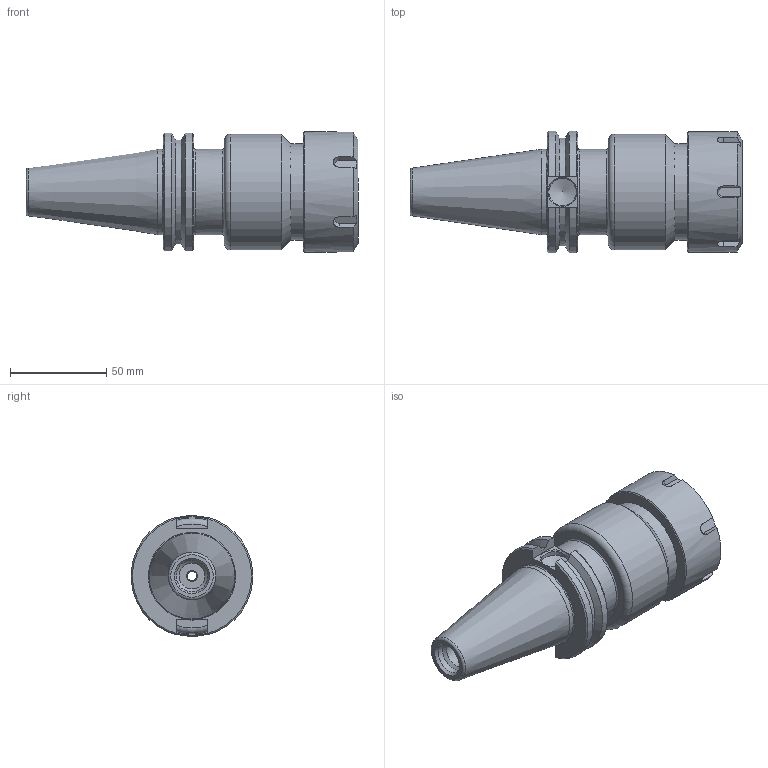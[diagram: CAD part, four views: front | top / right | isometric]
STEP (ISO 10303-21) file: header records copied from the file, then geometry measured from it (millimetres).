
FILE_DESCRIPTION((''),'2;1');
FILE_NAME('C40-40ER4.stp','2014-07-28T14:14:15',('kaykin'),(''),'Autodesk Inventor 2012','Autodesk Inventor 2012','');
FILE_SCHEMA(('AUTOMOTIVE_DESIGN { 1 0 10303 214 1 1 1 1 }'));
Length unit declared in the file: inch
Products named in the file (4): C40-40ER4; C40-40ER4-1; 40ERPN; BS-10
Assembly tree (3 placements, depth 2):
  C40-40ER4
    C40-40ER4-1
    40ERPN
    BS-10
Bounding box: 172.91 x 63.26 x 62.74 mm (x, y, z)
Volume: 227591.5 mm3; surface area: 57450.7 mm2
Topology: 3 solids, 3 shells, 118 faces, 279 edges, 172 vertices
Faces by surface type: plane 43, cone 39, cylinder 26, torus 10
Full cylindrical faces by diameter (mm): 5.588 x1, 7.112 x1, 13.386 x1, 14.3 x1, 16.459 x1, 24.892 x2, 26.848 x1, 28.397 x1, 30.988 x1, 33.477 x1, 38.1 x1, 41.148 x1, 44.45 x2, 48.666 x1, 50 x1, 50.292 x1, 60.325 x1, 62.738 x1
Entity records: 3276 total; most frequent: CARTESIAN_POINT 724, DIRECTION 508, ORIENTED_EDGE 438, EDGE_CURVE 219, AXIS2_PLACEMENT_3D 218, EDGE_LOOP 184, VERTEX_POINT 167, FACE_OUTER_BOUND 118
